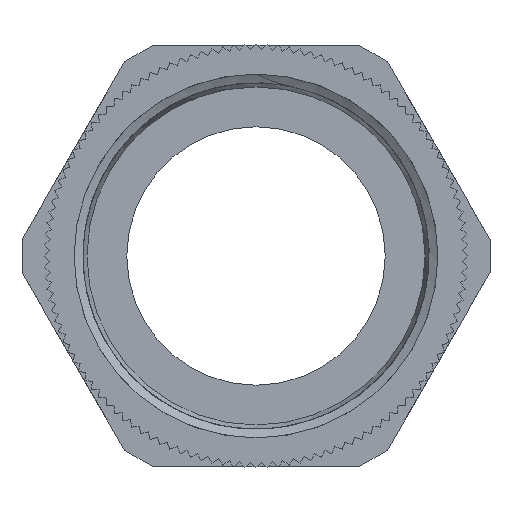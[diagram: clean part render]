
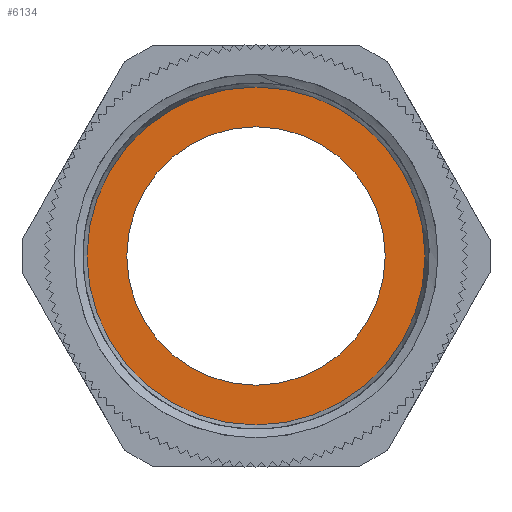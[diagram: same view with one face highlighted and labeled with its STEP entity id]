
A CAD part, left-side view. The second image highlights one B-rep face of the part: STEP entity #6134.
In plain terms, the highlighted planar face has unit normal (-1, 0, 0).
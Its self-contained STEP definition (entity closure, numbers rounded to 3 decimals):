
#17=FACE_BOUND('',#944,.T.);
#27=CIRCLE('',#6451,14.825);
#28=CIRCLE('',#6452,11.335);
#323=PLANE('',#6450);
#633=FACE_OUTER_BOUND('',#943,.T.);
#943=EDGE_LOOP('',(#5515));
#944=EDGE_LOOP('',(#5516));
#3218=VERTEX_POINT('',#12259);
#3219=VERTEX_POINT('',#12261);
#4084=EDGE_CURVE('',#3218,#3218,#27,.T.);
#4085=EDGE_CURVE('',#3219,#3219,#28,.T.);
#5515=ORIENTED_EDGE('',*,*,#4084,.F.);
#5516=ORIENTED_EDGE('',*,*,#4085,.T.);
#6134=ADVANCED_FACE('',(#633,#17),#323,.T.);
#6450=AXIS2_PLACEMENT_3D('',#12258,#7902,#7903);
#6451=AXIS2_PLACEMENT_3D('',#12260,#7904,#7905);
#6452=AXIS2_PLACEMENT_3D('',#12262,#7906,#7907);
#7902=DIRECTION('center_axis',(-1.,0.,0.));
#7903=DIRECTION('ref_axis',(0.,0.,1.));
#7904=DIRECTION('center_axis',(1.,0.,0.));
#7905=DIRECTION('ref_axis',(0.,0.,-1.));
#7906=DIRECTION('center_axis',(1.,0.,0.));
#7907=DIRECTION('ref_axis',(0.,0.,-1.));
#12258=CARTESIAN_POINT('Origin',(-13.41,15.956,0.));
#12259=CARTESIAN_POINT('',(-13.41,14.825,0.));
#12260=CARTESIAN_POINT('Origin',(-13.41,0.,0.));
#12261=CARTESIAN_POINT('',(-13.41,11.335,0.));
#12262=CARTESIAN_POINT('Origin',(-13.41,0.,0.));
